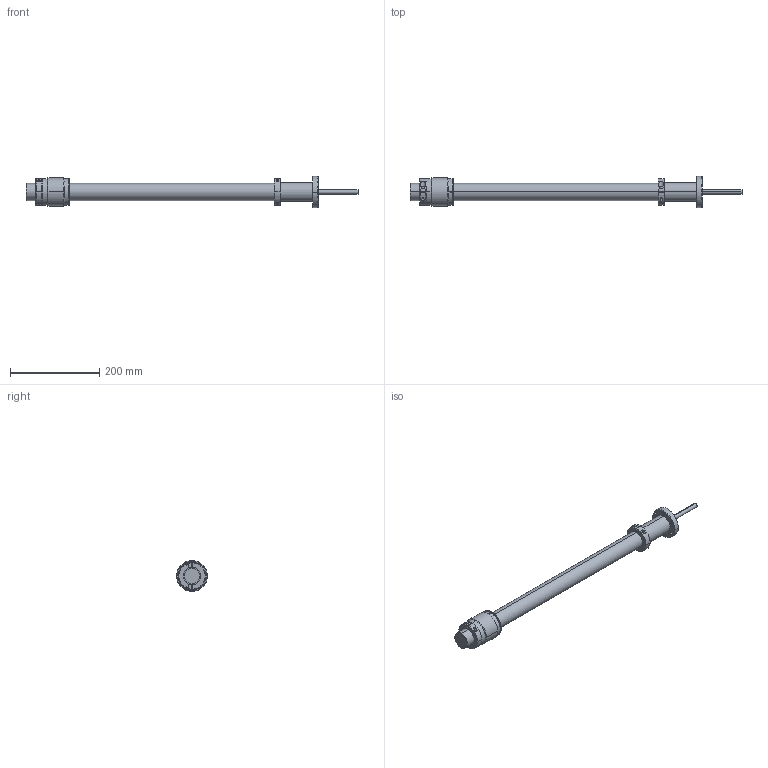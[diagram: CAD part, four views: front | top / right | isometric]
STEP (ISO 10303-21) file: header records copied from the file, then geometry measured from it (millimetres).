
FILE_DESCRIPTION (( 'STEP AP214' ), '1' );
FILE_NAME ('FLLRE-275-.38-18.STEP', '2019-12-30T16:44:38', ( '' ), ( '' ), 'SwSTEP 2.0', 'SolidWorks 2010', '' );
FILE_SCHEMA (( 'AUTOMOTIVE_DESIGN' ));
Length unit declared in the file: inch
Products named in the file (1): FLLRE-275-.38-18
Bounding box: 741.97 x 69.34 x 69.34 mm (x, y, z)
Surface area: 227849.2 mm2 (no closed solid volume)
Topology: 0 solids, 39 shells, 347 faces, 1489 edges, 1100 vertices
Faces by surface type: plane 168, cylinder 129, cone 46, torus 4
Entity records: 20487 total; most frequent: CARTESIAN_POINT 3790, DIRECTION 2619, ORIENTED_EDGE 2156, EDGE_CURVE 1481, VERTEX_POINT 1100, LINE 897, VECTOR 897, AXIS2_PLACEMENT_3D 861
